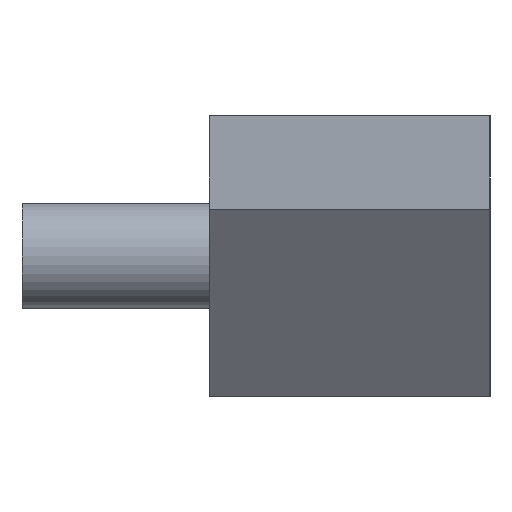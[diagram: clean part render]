
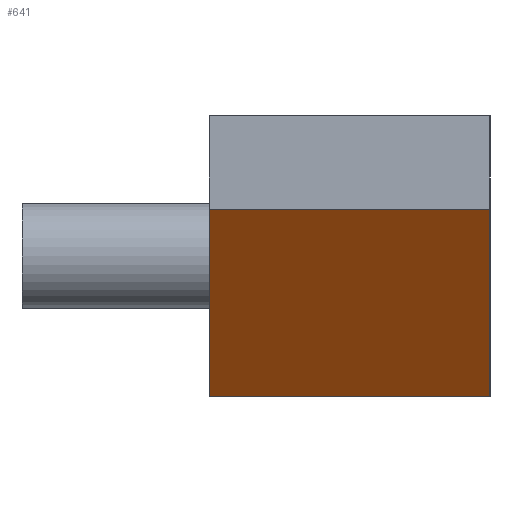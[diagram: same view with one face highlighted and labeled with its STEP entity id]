
A CAD part, left-side view. The second image highlights one B-rep face of the part: STEP entity #641.
In plain terms, the highlighted planar face has unit normal (-0.316, 0, -0.949).
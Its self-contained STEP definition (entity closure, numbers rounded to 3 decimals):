
#6 = CARTESIAN_POINT ( 'NONE',  ( 24., 12., -12. ) ) ;
#12 = DIRECTION ( 'NONE',  ( 0.316, 0., 0.949 ) ) ;
#21 = PLANE ( 'NONE',  #342 ) ;
#29 = EDGE_LOOP ( 'NONE', ( #35, #252, #555, #90 ) ) ;
#35 = ORIENTED_EDGE ( 'NONE', *, *, #852, .T. ) ;
#90 = ORIENTED_EDGE ( 'NONE', *, *, #582, .T. ) ;
#91 = FACE_OUTER_BOUND ( 'NONE', #29, .T. ) ;
#104 = CARTESIAN_POINT ( 'NONE',  ( 0., 12., -4. ) ) ;
#127 = LINE ( 'NONE', #460, #833 ) ;
#149 = CARTESIAN_POINT ( 'NONE',  ( 24., 12., -12. ) ) ;
#157 = VERTEX_POINT ( 'NONE', #104 ) ;
#176 = DIRECTION ( 'NONE',  ( 0., -1., 0. ) ) ;
#179 = DIRECTION ( 'NONE',  ( 0., -1., 0. ) ) ;
#194 = CARTESIAN_POINT ( 'NONE',  ( 24., 0., -12. ) ) ;
#234 = CARTESIAN_POINT ( 'NONE',  ( 24., 12., -12. ) ) ;
#252 = ORIENTED_EDGE ( 'NONE', *, *, #479, .F. ) ;
#291 = VERTEX_POINT ( 'NONE', #415 ) ;
#314 = DIRECTION ( 'NONE',  ( 0.949, 0., -0.316 ) ) ;
#342 = AXIS2_PLACEMENT_3D ( 'NONE', #6, #12, #314 ) ;
#352 = VERTEX_POINT ( 'NONE', #149 ) ;
#372 = DIRECTION ( 'NONE',  ( -0.949, 0., 0.316 ) ) ;
#385 = EDGE_CURVE ( 'NONE', #352, #157, #797, .T. ) ;
#415 = CARTESIAN_POINT ( 'NONE',  ( 24., 0., -12. ) ) ;
#460 = CARTESIAN_POINT ( 'NONE',  ( 0., 12., -4. ) ) ;
#479 = EDGE_CURVE ( 'NONE', #157, #607, #127, .T. ) ;
#555 = ORIENTED_EDGE ( 'NONE', *, *, #385, .F. ) ;
#582 = EDGE_CURVE ( 'NONE', #352, #291, #628, .T. ) ;
#607 = VERTEX_POINT ( 'NONE', #795 ) ;
#628 = LINE ( 'NONE', #234, #710 ) ;
#633 = VECTOR ( 'NONE', #372, 1000. ) ;
#641 = ADVANCED_FACE ( 'NONE', ( #91 ), #21, .F. ) ;
#710 = VECTOR ( 'NONE', #176, 1000. ) ;
#726 = CARTESIAN_POINT ( 'NONE',  ( 24., 12., -12. ) ) ;
#795 = CARTESIAN_POINT ( 'NONE',  ( 0., 0., -4. ) ) ;
#797 = LINE ( 'NONE', #726, #633 ) ;
#815 = DIRECTION ( 'NONE',  ( -0.949, 0., 0.316 ) ) ;
#826 = LINE ( 'NONE', #194, #840 ) ;
#833 = VECTOR ( 'NONE', #179, 1000. ) ;
#840 = VECTOR ( 'NONE', #815, 1000. ) ;
#852 = EDGE_CURVE ( 'NONE', #291, #607, #826, .T. ) ;
